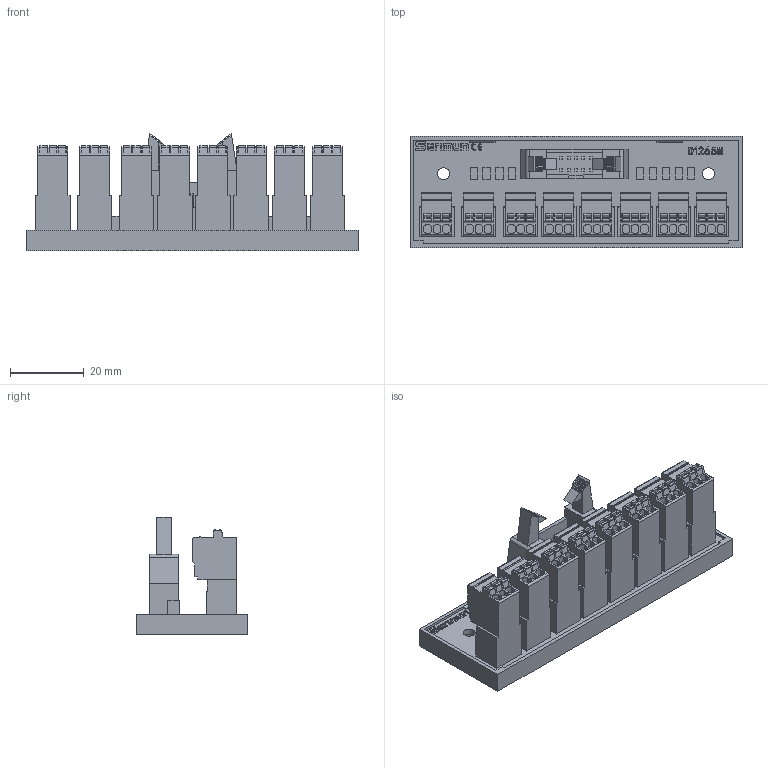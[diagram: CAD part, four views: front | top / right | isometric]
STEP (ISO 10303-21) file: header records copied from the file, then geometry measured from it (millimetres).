
FILE_DESCRIPTION(/* description */ (''),/* implementation_level */ '2;1');
FILE_NAME(/* name */ 'D1265M 3D.stp',/* time_stamp */ '2024-08-15T13:31:51+08:00',/* author */ (''),/* organization */ (''),/* preprocessor_version */ 'ST-DEVELOPER v14',/* originating_system */ 'SIEMENS PLM Software NX 8.0',/* authorisation */ '');
FILE_SCHEMA (('AUTOMOTIVE_DESIGN { 1 0 10303 214 3 1 1 1 }'));
Length unit declared in the file: millimetre
Products named in the file (1): D1265M 3D_stp
Bounding box: 90.2 x 30.2 x 31.9 mm (x, y, z)
Volume: 31283.4 mm3; surface area: 17730.5 mm2
Topology: 1 solids, 1 shells, 1462 faces, 4134 edges, 2746 vertices
Faces by surface type: plane 1211, cylinder 238, extrusion 13
Full cylindrical faces by diameter (mm): 3.2 x2, 4 x2
Entity records: 48751 total; most frequent: CARTESIAN_POINT 9162, ORIENTED_EDGE 8254, DIRECTION 7426, EDGE_CURVE 4127, VECTOR 3558, LINE 3545, VERTEX_POINT 2744, AXIS2_PLACEMENT_3D 1934
